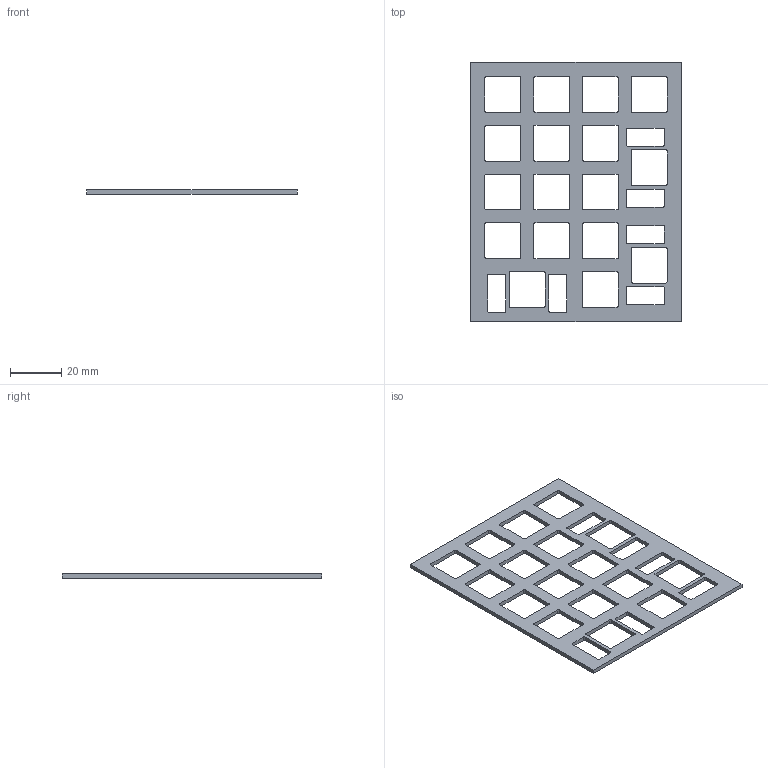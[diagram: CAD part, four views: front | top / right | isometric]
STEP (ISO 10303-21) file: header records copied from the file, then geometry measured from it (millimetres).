
FILE_DESCRIPTION(/* description */ (''),/* implementation_level */ '2;1');
FILE_NAME(/* name */ 'NumPad PLATE.step',/* time_stamp */ '2025-08-31T00:35:53+01:00',/* author */ (''),/* organization */ (''),/* preprocessor_version */ 'ST-DEVELOPER v20.1',/* originating_system */ 'Autodesk Translation Framework v14.10.0.0',/* authorisation */ '');
FILE_SCHEMA (('AUTOMOTIVE_DESIGN { 1 0 10303 214 3 1 1 }'));
Length unit declared in the file: millimetre
Products named in the file (1): 2025-08-30-22-53-17-997
Bounding box: 82.2 x 101.25 x 1.6 mm (x, y, z)
Volume: 6985.1 mm3; surface area: 11232.4 mm2
Topology: 1 solids, 1 shells, 190 faces, 564 edges, 376 vertices
Faces by surface type: plane 98, cylinder 92
Entity records: 6544 total; most frequent: CARTESIAN_POINT 1131, DIRECTION 1130, ORIENTED_EDGE 1128, EDGE_CURVE 564, LINE 380, VECTOR 380, VERTEX_POINT 376, AXIS2_PLACEMENT_3D 375
